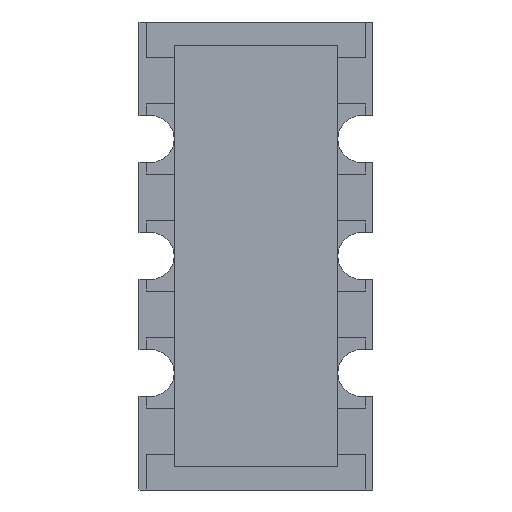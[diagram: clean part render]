
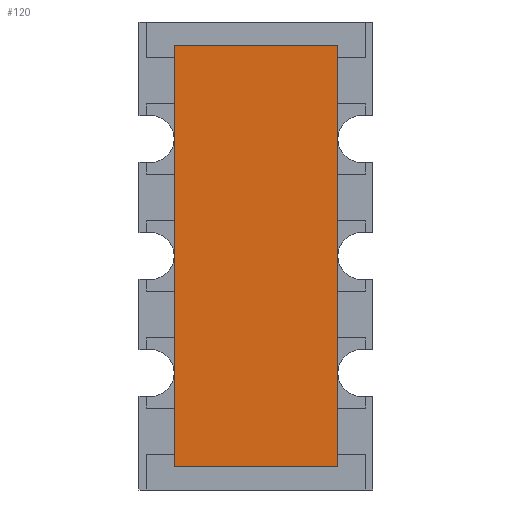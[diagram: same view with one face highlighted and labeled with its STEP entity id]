
A CAD part, front view. The second image highlights one B-rep face of the part: STEP entity #120.
In plain terms, the highlighted planar face has unit normal (0, -1, 0).
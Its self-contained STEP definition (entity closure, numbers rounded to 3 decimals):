
#120=ADVANCED_FACE('',(#343),#344,.T.);
#343=FACE_OUTER_BOUND('',#639,.T.);
#344=PLANE('',#640);
#639=EDGE_LOOP('',(#1510,#1511,#1512,#1513));
#640=AXIS2_PLACEMENT_3D('',#1514,#1515,#1516);
#1510=ORIENTED_EDGE('',*,*,#2430,.T.);
#1511=ORIENTED_EDGE('',*,*,#2428,.T.);
#1512=ORIENTED_EDGE('',*,*,#2431,.T.);
#1513=ORIENTED_EDGE('',*,*,#2408,.T.);
#1514=CARTESIAN_POINT('',(0.0,-0.183,0.0));
#1515=DIRECTION('',(0.0,-1.0,0.0));
#1516=DIRECTION('',(0.0,0.0,-1.0));
#2408=EDGE_CURVE('',#3096,#3094,#3097,.T.);
#2428=EDGE_CURVE('',#3125,#3123,#3126,.T.);
#2430=EDGE_CURVE('',#3094,#3125,#3128,.T.);
#2431=EDGE_CURVE('',#3123,#3096,#3129,.T.);
#3094=VERTEX_POINT('',#4100);
#3096=VERTEX_POINT('',#4103);
#3097=LINE('',#4104,#4105);
#3123=VERTEX_POINT('',#4149);
#3125=VERTEX_POINT('',#4152);
#3126=LINE('',#4153,#4154);
#3128=LINE('',#4157,#4158);
#3129=LINE('',#4159,#4160);
#4100=CARTESIAN_POINT('',(0.35,-0.183,1.9));
#4103=CARTESIAN_POINT('',(0.35,-0.183,0.1));
#4104=CARTESIAN_POINT('',(0.35,-0.183,0.1));
#4105=VECTOR('',#4672,1.8);
#4149=CARTESIAN_POINT('',(-0.35,-0.183,0.1));
#4152=CARTESIAN_POINT('',(-0.35,-0.183,1.9));
#4153=CARTESIAN_POINT('',(-0.35,-0.183,1.9));
#4154=VECTOR('',#4692,1.8);
#4157=CARTESIAN_POINT('',(0.35,-0.183,1.9));
#4158=VECTOR('',#4694,0.7);
#4159=CARTESIAN_POINT('',(-0.35,-0.183,0.1));
#4160=VECTOR('',#4695,0.7);
#4672=DIRECTION('',(0.0,0.0,1.0));
#4692=DIRECTION('',(0.0,0.0,-1.0));
#4694=DIRECTION('',(-1.0,0.0,0.0));
#4695=DIRECTION('',(1.0,0.0,0.0));
